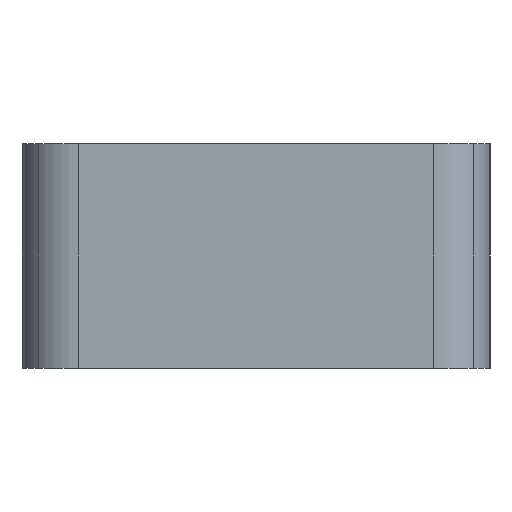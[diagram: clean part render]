
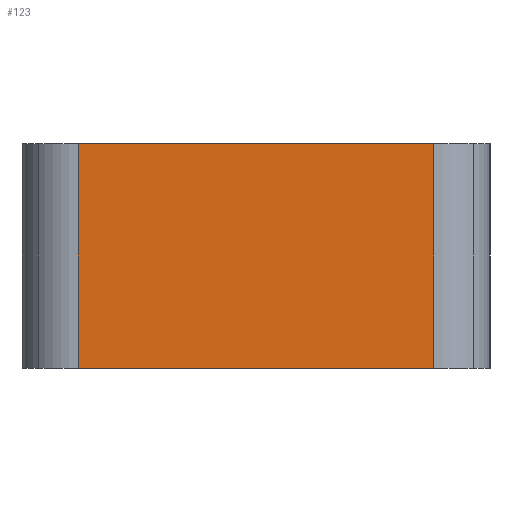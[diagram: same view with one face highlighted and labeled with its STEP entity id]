
A CAD part, left-side view. The second image highlights one B-rep face of the part: STEP entity #123.
In plain terms, the highlighted planar face has unit normal (-1, 0, 0).
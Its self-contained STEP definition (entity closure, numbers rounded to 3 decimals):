
#123=ADVANCED_FACE('',(#265),#266,.T.);
#265=FACE_OUTER_BOUND('',#431,.T.);
#266=PLANE('',#432);
#431=EDGE_LOOP('',(#711,#712,#713,#714));
#432=AXIS2_PLACEMENT_3D('',#715,#716,#717);
#711=ORIENTED_EDGE('',*,*,#999,.F.);
#712=ORIENTED_EDGE('',*,*,#1061,.F.);
#713=ORIENTED_EDGE('',*,*,#1062,.F.);
#714=ORIENTED_EDGE('',*,*,#1063,.T.);
#715=CARTESIAN_POINT('',(-60.0,205.0,12.0));
#716=DIRECTION('',(-1.0,0.0,0.0));
#717=DIRECTION('',(0.0,0.0,1.0));
#999=EDGE_CURVE('',#1197,#1199,#1200,.T.);
#1061=EDGE_CURVE('',#1289,#1197,#1290,.T.);
#1062=EDGE_CURVE('',#1291,#1289,#1292,.T.);
#1063=EDGE_CURVE('',#1291,#1199,#1293,.T.);
#1197=VERTEX_POINT('',#1456);
#1199=VERTEX_POINT('',#1458);
#1200=LINE('',#1459,#1460);
#1289=VERTEX_POINT('',#1574);
#1290=LINE('',#1575,#1576);
#1291=VERTEX_POINT('',#1577);
#1292=LINE('',#1578,#1579);
#1293=LINE('',#1580,#1581);
#1456=CARTESIAN_POINT('',(-60.0,227.0,0.0));
#1458=CARTESIAN_POINT('',(-60.0,227.0,12.0));
#1459=CARTESIAN_POINT('',(-60.0,227.0,12.0));
#1460=VECTOR('',#1741,1.0);
#1574=CARTESIAN_POINT('',(-60.0,208.0,0.0));
#1575=CARTESIAN_POINT('',(-60.0,205.0,0.0));
#1576=VECTOR('',#1827,1.0);
#1577=CARTESIAN_POINT('',(-60.0,208.0,12.0));
#1578=CARTESIAN_POINT('',(-60.0,208.0,12.0));
#1579=VECTOR('',#1828,1.0);
#1580=CARTESIAN_POINT('',(-60.0,205.0,12.0));
#1581=VECTOR('',#1829,1.0);
#1741=DIRECTION('',(0.0,0.0,1.0));
#1827=DIRECTION('',(0.0,1.0,0.0));
#1828=DIRECTION('',(-0.0,-0.0,-1.0));
#1829=DIRECTION('',(0.0,1.0,0.0));
